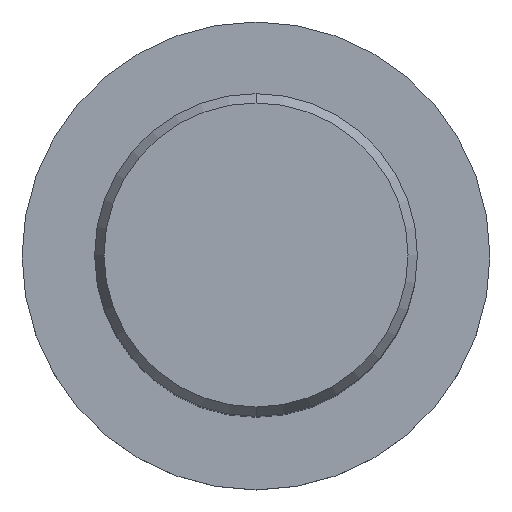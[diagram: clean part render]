
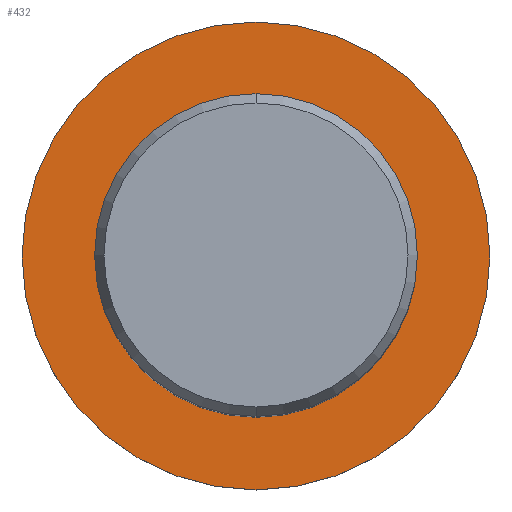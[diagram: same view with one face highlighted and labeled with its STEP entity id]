
A CAD part, top view. The second image highlights one B-rep face of the part: STEP entity #432.
In plain terms, the highlighted planar face has unit normal (0, 0, 1).
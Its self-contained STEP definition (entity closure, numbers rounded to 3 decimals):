
#230=EDGE_CURVE('',#328,#312,#567,.T.);
#252=VERTEX_POINT('',#590);
#254=EDGE_CURVE('',#312,#328,#592,.T.);
#286=EDGE_CURVE('',#404,#252,#629,.T.);
#312=VERTEX_POINT('',#657);
#314=EDGE_CURVE('',#252,#404,#659,.T.);
#328=VERTEX_POINT('',#674);
#404=VERTEX_POINT('',#756);
#432=ADVANCED_FACE('',(#786,#787),#788,.T.);
#567=CIRCLE('',#957,29.0);
#590=CARTESIAN_POINT('',(0.,-20.0,-70.0));
#592=CIRCLE('',#1014,29.0);
#629=CIRCLE('',#1109,20.0);
#657=CARTESIAN_POINT('',(0.0,29.0,-70.0));
#659=CIRCLE('',#1183,20.0);
#674=CARTESIAN_POINT('',(0.,-29.0,-70.0));
#756=CARTESIAN_POINT('',(0.0,20.0,-70.0));
#786=FACE_BOUND('',#1462,.T.);
#787=FACE_OUTER_BOUND('',#1463,.T.);
#788=PLANE('',#1464);
#957=AXIS2_PLACEMENT_3D('',#1654,#1655,#1656);
#1014=AXIS2_PLACEMENT_3D('',#1672,#1673,#1674);
#1109=AXIS2_PLACEMENT_3D('',#1717,#1718,#1719);
#1183=AXIS2_PLACEMENT_3D('',#1749,#1750,#1751);
#1462=EDGE_LOOP('',(#1889,#1890));
#1463=EDGE_LOOP('',(#1891,#1892));
#1464=AXIS2_PLACEMENT_3D('',#1893,#1894,#1895);
#1654=CARTESIAN_POINT('',(0.0,0.0,-70.0));
#1655=DIRECTION('',(0.0,0.0,-1.0));
#1656=DIRECTION('',(0.0,1.0,0.0));
#1672=CARTESIAN_POINT('',(0.0,0.0,-70.0));
#1673=DIRECTION('',(0.0,0.0,-1.0));
#1674=DIRECTION('',(0.0,1.0,0.0));
#1717=CARTESIAN_POINT('',(0.0,0.0,-70.0));
#1718=DIRECTION('',(-0.0,0.0,-1.0));
#1719=DIRECTION('',(0.0,1.0,0.0));
#1749=CARTESIAN_POINT('',(0.0,0.0,-70.0));
#1750=DIRECTION('',(-0.0,0.0,-1.0));
#1751=DIRECTION('',(0.0,1.0,0.0));
#1889=ORIENTED_EDGE('',*,*,#286,.T.);
#1890=ORIENTED_EDGE('',*,*,#314,.T.);
#1891=ORIENTED_EDGE('',*,*,#254,.F.);
#1892=ORIENTED_EDGE('',*,*,#230,.F.);
#1893=CARTESIAN_POINT('',(0.0,14.5,-70.0));
#1894=DIRECTION('',(-0.0,0.0,1.0));
#1895=DIRECTION('',(0.0,-1.0,0.0));
